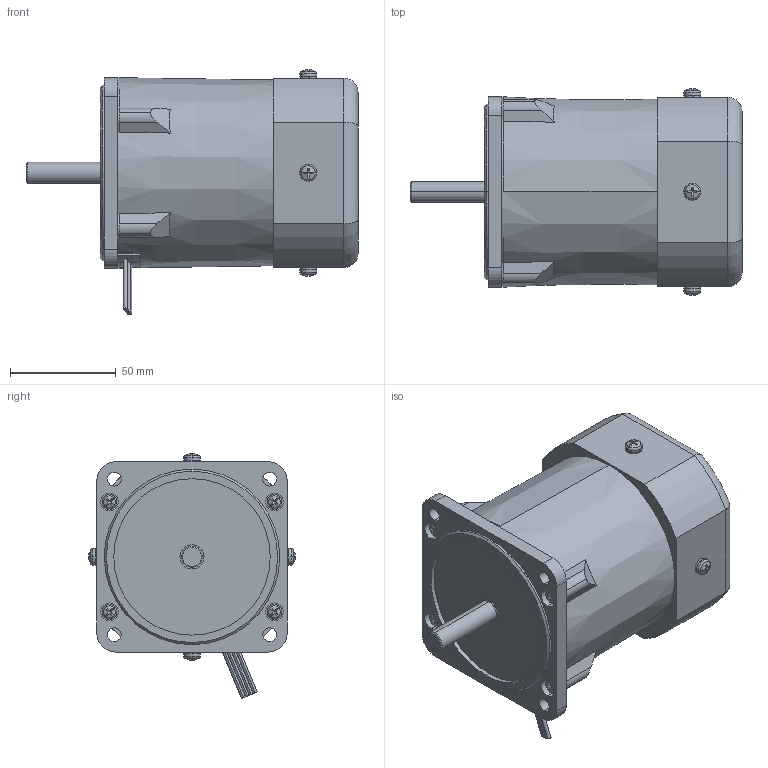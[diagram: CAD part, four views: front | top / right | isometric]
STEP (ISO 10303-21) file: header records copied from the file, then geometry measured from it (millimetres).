
FILE_DESCRIPTION(('starvars output'),'2;1');
FILE_NAME('9bfs.stp','13:59:13 2014/09/12',( 'Thomas Industrial Network Germany GmbH'),( 'Thomas Industrial Network Germany GmbH'),'unknown preprocess','ACIS' ,'unknown authorization');
FILE_SCHEMA(('AUTOMOTIVE_DESIGN_CC2 {UNKNOWN IMPLEMENTATION LEVEL}'));
Length unit declared in the file: millimetre
Products named in the file (1): PRODUCT_ID_47
Bounding box: 157 x 97.74 x 115.81 mm (x, y, z)
Volume: 808748 mm3; surface area: 57089.6 mm2
Topology: 1 solids, 1 shells, 307 faces, 760 edges, 479 vertices
Faces by surface type: plane 156, cylinder 93, cone 22, torus 20, bspline 16
Entity records: 11322 total; most frequent: CARTESIAN_POINT 2491, ORIENTED_EDGE 1520, DIRECTION 1039, EDGE_CURVE 760, VERTEX_POINT 479, AXIS2_PLACEMENT_3D 355, EDGE_LOOP 339, FACE_BOUND 339
